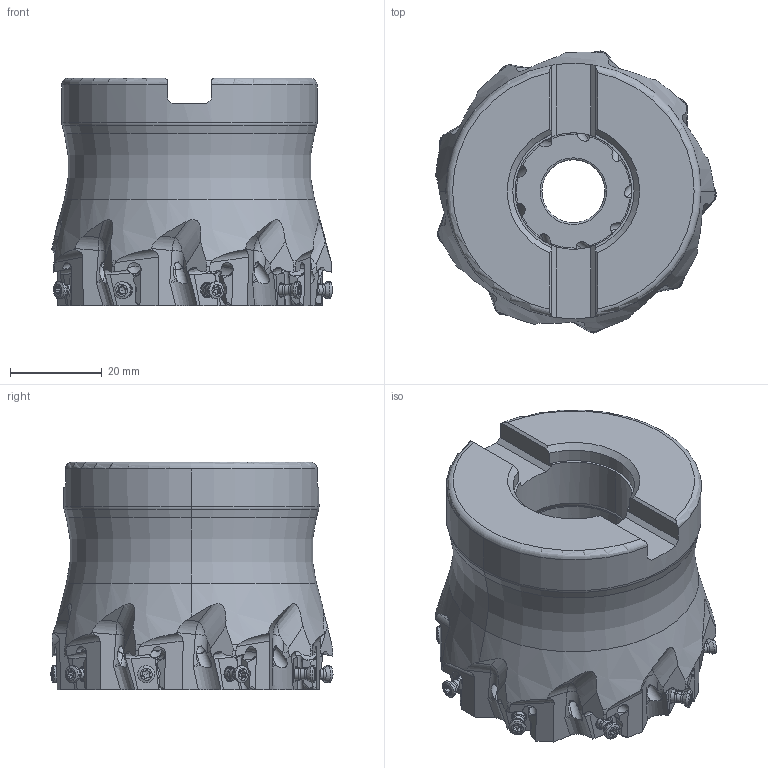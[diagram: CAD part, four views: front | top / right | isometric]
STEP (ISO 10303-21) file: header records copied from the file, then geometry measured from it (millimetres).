
FILE_DESCRIPTION(/* description */ (''),/* implementation_level */ '2;1');
FILE_NAME(/* name */ 'VPX200UR2_5009CA.stp',/* time_stamp */ '2021-09-08T11:38:18+09:00',/* author */ (''),/* organization */ (''),/* preprocessor_version */ 'ST-DEVELOPER v16',/* originating_system */ 'SIEMENS PLM Software NX 10.0',/* authorisation */ '');
FILE_SCHEMA (('AUTOMOTIVE_DESIGN { 1 0 10303 214 3 1 1 1 }'));
Length unit declared in the file: millimetre
Products named in the file (1): VPX200UR2_5009CA_ASM
Bounding box: 61.1 x 61.39 x 49.6 mm (x, y, z)
Volume: 95145.2 mm3; surface area: 20559.4 mm2
Topology: 10 solids, 10 shells, 955 faces, 2666 edges, 1718 vertices
Faces by surface type: cylinder 417, plane 256, cone 122, torus 79, extrusion 36, bspline 27, sphere 18
Entity records: 44021 total; most frequent: CARTESIAN_POINT 20012, ORIENTED_EDGE 5224, DIRECTION 4733, EDGE_CURVE 2612, AXIS2_PLACEMENT_3D 1876, VERTEX_POINT 1706, EDGE_LOOP 1004, VECTOR 981
